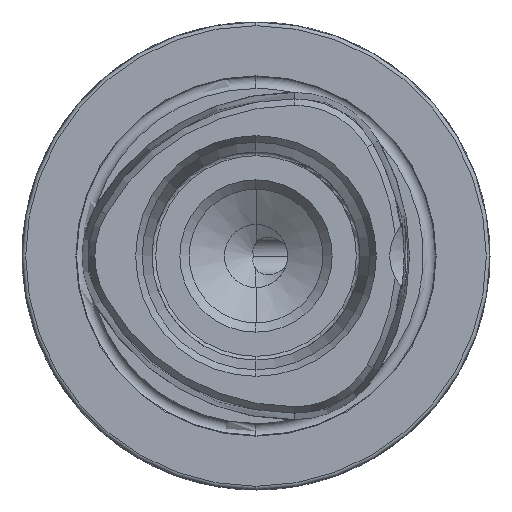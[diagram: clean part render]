
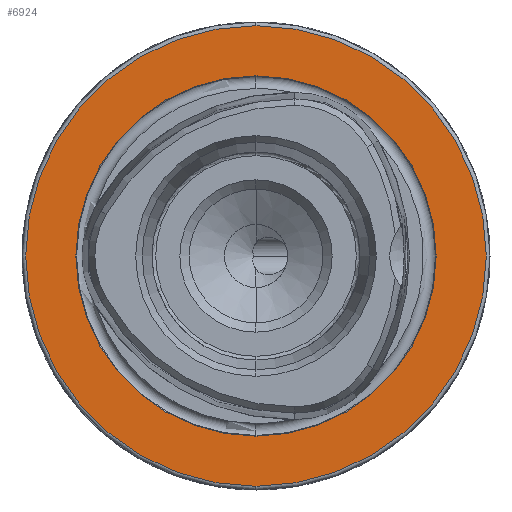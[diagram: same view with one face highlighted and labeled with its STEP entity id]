
A CAD part, left-side view. The second image highlights one B-rep face of the part: STEP entity #6924.
In plain terms, the highlighted planar face has unit normal (-1, 0, 0).
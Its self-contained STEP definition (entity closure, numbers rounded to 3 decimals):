
#1039 = CARTESIAN_POINT ( 'NONE',  ( 0., 0., 0. ) ) ;
#1315 = VERTEX_POINT ( 'NONE', #5901 ) ;
#1399 = AXIS2_PLACEMENT_3D ( 'NONE', #1039, #13126, #5315 ) ;
#2617 = DIRECTION ( 'NONE',  ( -1., 0., 0. ) ) ;
#2727 = PLANE ( 'NONE',  #10576 ) ;
#2779 = CARTESIAN_POINT ( 'NONE',  ( 0., 24.25, 0. ) ) ;
#3029 = EDGE_CURVE ( 'NONE', #12164, #3451, #12361, .T. ) ;
#3216 = FACE_OUTER_BOUND ( 'NONE', #11910, .T. ) ;
#3336 = CARTESIAN_POINT ( 'NONE',  ( 0., 0., -24.25 ) ) ;
#3451 = VERTEX_POINT ( 'NONE', #8376 ) ;
#3868 = ORIENTED_EDGE ( 'NONE', *, *, #3029, .F. ) ;
#3943 = CIRCLE ( 'NONE', #13244, 31. ) ;
#4093 = CARTESIAN_POINT ( 'NONE',  ( 0., 0., 0. ) ) ;
#4649 = AXIS2_PLACEMENT_3D ( 'NONE', #4093, #9478, #5109 ) ;
#4939 = DIRECTION ( 'NONE',  ( 0., 0., -1. ) ) ;
#4953 = EDGE_CURVE ( 'NONE', #11945, #1315, #3943, .T. ) ;
#5109 = DIRECTION ( 'NONE',  ( 0., 0., 1. ) ) ;
#5272 = EDGE_LOOP ( 'NONE', ( #9764, #3868 ) ) ;
#5315 = DIRECTION ( 'NONE',  ( 0., 0., 1. ) ) ;
#5334 = CARTESIAN_POINT ( 'NONE',  ( 0., 0., 0. ) ) ;
#5901 = CARTESIAN_POINT ( 'NONE',  ( 0., 0., 31. ) ) ;
#5938 = DIRECTION ( 'NONE',  ( 1., 0., 0. ) ) ;
#6924 = ADVANCED_FACE ( 'NONE', ( #11976, #3216 ), #2727, .F. ) ;
#6952 = ORIENTED_EDGE ( 'NONE', *, *, #9979, .T. ) ;
#7742 = EDGE_CURVE ( 'NONE', #3451, #12164, #8858, .T. ) ;
#8268 = CIRCLE ( 'NONE', #12647, 31. ) ;
#8376 = CARTESIAN_POINT ( 'NONE',  ( 0., 0., 24.25 ) ) ;
#8858 = CIRCLE ( 'NONE', #1399, 24.25 ) ;
#9100 = CARTESIAN_POINT ( 'NONE',  ( 0., 0., 0. ) ) ;
#9478 = DIRECTION ( 'NONE',  ( -1., 0., 0. ) ) ;
#9764 = ORIENTED_EDGE ( 'NONE', *, *, #7742, .F. ) ;
#9979 = EDGE_CURVE ( 'NONE', #1315, #11945, #8268, .T. ) ;
#10576 = AXIS2_PLACEMENT_3D ( 'NONE', #2779, #5938, #4939 ) ;
#11910 = EDGE_LOOP ( 'NONE', ( #6952, #12622 ) ) ;
#11945 = VERTEX_POINT ( 'NONE', #13315 ) ;
#11976 = FACE_BOUND ( 'NONE', #5272, .T. ) ;
#12164 = VERTEX_POINT ( 'NONE', #3336 ) ;
#12361 = CIRCLE ( 'NONE', #4649, 24.25 ) ;
#12610 = DIRECTION ( 'NONE',  ( 0., 0., 1. ) ) ;
#12622 = ORIENTED_EDGE ( 'NONE', *, *, #4953, .T. ) ;
#12647 = AXIS2_PLACEMENT_3D ( 'NONE', #9100, #2617, #12610 ) ;
#12855 = DIRECTION ( 'NONE',  ( 0., 0., 1. ) ) ;
#13126 = DIRECTION ( 'NONE',  ( -1., 0., 0. ) ) ;
#13244 = AXIS2_PLACEMENT_3D ( 'NONE', #5334, #14107, #12855 ) ;
#13315 = CARTESIAN_POINT ( 'NONE',  ( 0., 0., -31. ) ) ;
#14107 = DIRECTION ( 'NONE',  ( -1., 0., 0. ) ) ;
